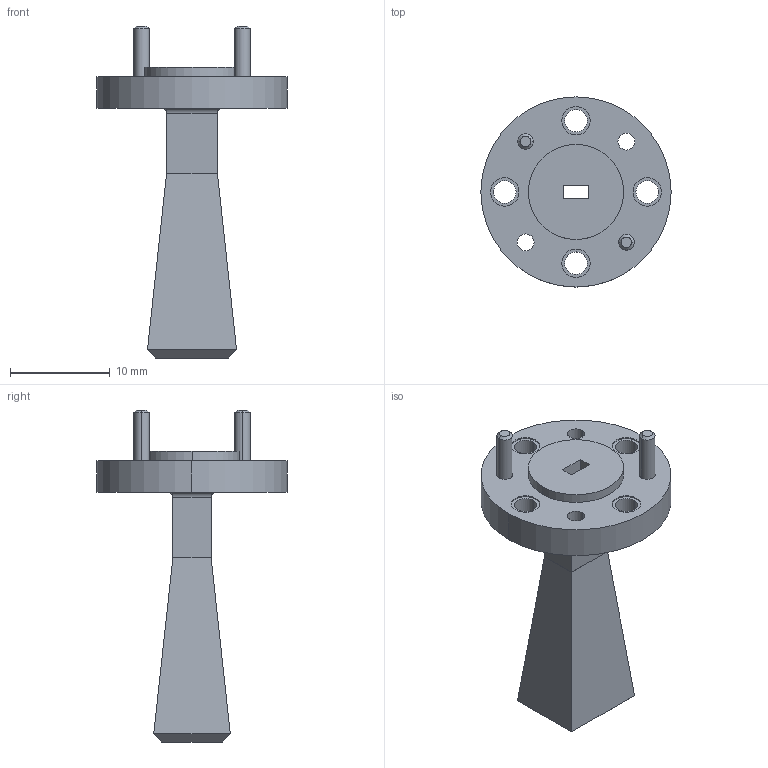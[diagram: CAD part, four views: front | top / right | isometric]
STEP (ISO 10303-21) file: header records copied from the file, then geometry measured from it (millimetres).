
FILE_DESCRIPTION (( 'STEP AP214' ), '1' );
FILE_NAME ('PEWAN1018-FMWAN1018.step', '2021-05-25T15:51:06', ( '' ), ( '' ), 'SwSTEP 2.0', 'SolidWorks 2020', '' );
FILE_SCHEMA (( 'AUTOMOTIVE_DESIGN' ));
Length unit declared in the file: inch
Products named in the file (1): PEWAN1018-FMWAN1018
Bounding box: 19.05 x 19.05 x 33.25 mm (x, y, z)
Volume: 1494.3 mm3; surface area: 1879.1 mm2
Topology: 1 solids, 1 shells, 83 faces, 192 edges, 120 vertices
Faces by surface type: cylinder 40, plane 35, cone 4, torus 4
Entity records: 2462 total; most frequent: DIRECTION 444, CARTESIAN_POINT 392, ORIENTED_EDGE 376, EDGE_CURVE 188, AXIS2_PLACEMENT_3D 172, VERTEX_POINT 120, EDGE_LOOP 110, VECTOR 100
